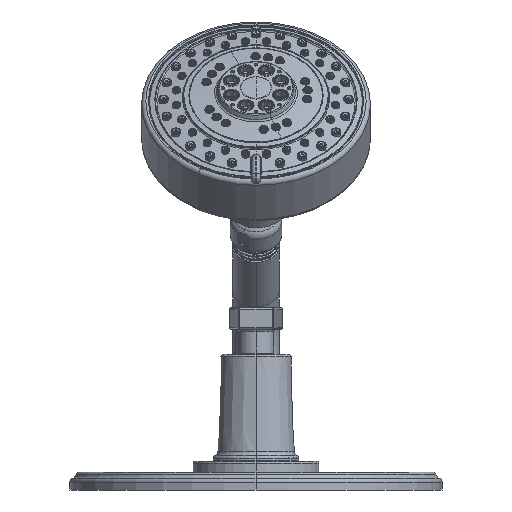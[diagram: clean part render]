
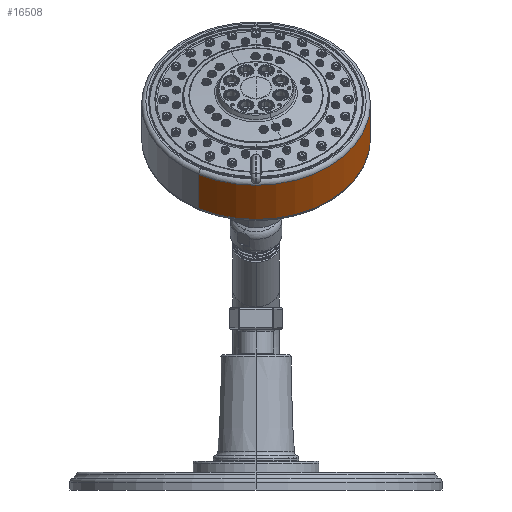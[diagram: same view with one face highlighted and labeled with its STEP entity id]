
A CAD part, front view. The second image highlights one B-rep face of the part: STEP entity #16508.
In plain terms, the highlighted cylindrical face has radius 50.8 mm (diameter 101.6 mm), a partial arc.
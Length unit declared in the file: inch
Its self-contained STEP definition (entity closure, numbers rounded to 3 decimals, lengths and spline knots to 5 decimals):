
#242=CARTESIAN_POINT('',(0.,8.23764,6.73723));
#243=DIRECTION('',(0.,-0.707,0.707));
#244=DIRECTION('',(-0.5,-0.612,-0.612));
#245=AXIS2_PLACEMENT_3D('',#242,#243,#244);
#247=DIRECTION('',(0.,0.707,-0.707));
#248=VECTOR('',#247,0.84408);
#249=CARTESIAN_POINT('',(-1.,7.0129,5.51249));
#250=LINE('',#249,#248);
#251=DIRECTION('',(0.,-0.707,0.707));
#252=VECTOR('',#251,0.84408);
#253=CARTESIAN_POINT('',(1.,10.05924,7.36512));
#254=LINE('',#253,#252);
#298=CARTESIAN_POINT('',(0.,8.8345,6.14038));
#299=DIRECTION('',(0.,-0.707,0.707));
#300=DIRECTION('',(-0.5,-0.612,-0.612));
#301=AXIS2_PLACEMENT_3D('',#298,#299,#300);
#13574=CARTESIAN_POINT('',(1.,9.46239,7.96198));
#13575=VERTEX_POINT('',#13574);
#13576=CARTESIAN_POINT('',(-1.,7.0129,
5.51249));
#13577=VERTEX_POINT('',#13576);
#13578=CARTESIAN_POINT('',(-1.,7.60975,
4.91563));
#13579=CARTESIAN_POINT('',(1.,10.05924,
7.36512));
#13580=VERTEX_POINT('',#13578);
#13581=VERTEX_POINT('',#13579);
#16494=CARTESIAN_POINT('',(0.,8.8345,6.14038));
#16495=DIRECTION('',(0.,-0.707,0.707));
#16496=DIRECTION('',(-0.5,-0.612,-0.612));
#16497=AXIS2_PLACEMENT_3D('',#16494,#16495,#16496);
#16498=CYLINDRICAL_SURFACE('',#16497,2.);
#16499=ORIENTED_EDGE('',*,*,#16484,.T.);
#16501=ORIENTED_EDGE('',*,*,#16500,.F.);
#16503=ORIENTED_EDGE('',*,*,#16502,.F.);
#16505=ORIENTED_EDGE('',*,*,#16504,.F.);
#16506=EDGE_LOOP('',(#16499,#16501,#16503,#16505));
#16507=FACE_OUTER_BOUND('',#16506,.F.);
#16508=ADVANCED_FACE('',(#16507),#16498,.T.);
#246=CIRCLE('',#245,2.);
#302=CIRCLE('',#301,2.);
#16484=EDGE_CURVE('',#13577,#13575,#246,.T.);
#16500=EDGE_CURVE('',#13581,#13575,#254,.T.);
#16502=EDGE_CURVE('',#13580,#13581,#302,.T.);
#16504=EDGE_CURVE('',#13577,#13580,#250,.T.);
